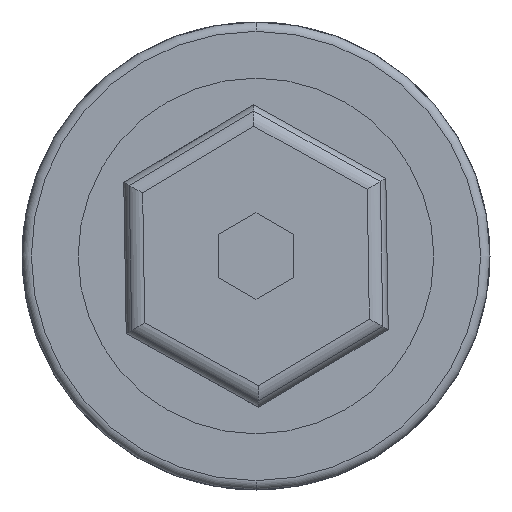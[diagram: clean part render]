
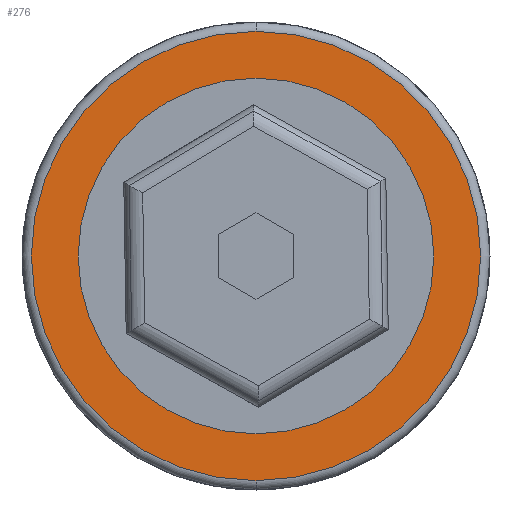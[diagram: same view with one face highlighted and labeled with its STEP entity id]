
A CAD part, left-side view. The second image highlights one B-rep face of the part: STEP entity #276.
In plain terms, the highlighted planar face has unit normal (-1, 0, 0).
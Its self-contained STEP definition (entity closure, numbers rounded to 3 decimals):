
#276=ADVANCED_FACE('',(#619,#620),#621,.T.);
#619=FACE_BOUND('',#1058,.T.);
#620=FACE_OUTER_BOUND('',#1059,.T.);
#621=PLANE('',#1060);
#1058=EDGE_LOOP('',(#1674,#1675));
#1059=EDGE_LOOP('',(#1676,#1677));
#1060=AXIS2_PLACEMENT_3D('',#1678,#1679,#1680);
#1674=ORIENTED_EDGE('',*,*,#2508,.T.);
#1675=ORIENTED_EDGE('',*,*,#2486,.T.);
#1676=ORIENTED_EDGE('',*,*,#2593,.F.);
#1677=ORIENTED_EDGE('',*,*,#2607,.F.);
#1678=CARTESIAN_POINT('',(118.559,305.0,-3.001));
#1679=DIRECTION('',(-1.0,0.0,0.));
#1680=DIRECTION('',(0.,0.0,1.0));
#2486=EDGE_CURVE('',#2944,#2941,#2945,.T.);
#2508=EDGE_CURVE('',#2941,#2944,#2980,.T.);
#2593=EDGE_CURVE('',#3106,#3104,#3108,.T.);
#2607=EDGE_CURVE('',#3104,#3106,#3129,.T.);
#2941=VERTEX_POINT('',#3570);
#2944=VERTEX_POINT('',#3574);
#2945=CIRCLE('',#3575,8.0);
#2980=CIRCLE('',#3624,8.0);
#3104=VERTEX_POINT('',#3802);
#3106=VERTEX_POINT('',#3804);
#3108=CIRCLE('',#3806,12.0);
#3129=CIRCLE('',#3831,12.0);
#3570=CARTESIAN_POINT('',(118.559,305.0,4.999));
#3574=CARTESIAN_POINT('',(118.559,305.0,-11.001));
#3575=AXIS2_PLACEMENT_3D('',#4322,#4323,#4324);
#3624=AXIS2_PLACEMENT_3D('',#4351,#4352,#4353);
#3802=CARTESIAN_POINT('',(118.559,305.0,-15.001));
#3804=CARTESIAN_POINT('',(118.559,305.0,8.999));
#3806=AXIS2_PLACEMENT_3D('',#4497,#4498,#4499);
#3831=AXIS2_PLACEMENT_3D('',#4519,#4520,#4521);
#4322=CARTESIAN_POINT('',(118.559,305.0,-3.001));
#4323=DIRECTION('',(1.0,0.0,0.));
#4324=DIRECTION('',(0.,0.0,1.0));
#4351=CARTESIAN_POINT('',(118.559,305.0,-3.001));
#4352=DIRECTION('',(1.0,0.0,0.));
#4353=DIRECTION('',(0.,0.0,1.0));
#4497=CARTESIAN_POINT('',(118.559,305.0,-3.001));
#4498=DIRECTION('',(1.0,0.0,0.));
#4499=DIRECTION('',(0.,0.,-1.0));
#4519=CARTESIAN_POINT('',(118.559,305.0,-3.001));
#4520=DIRECTION('',(1.0,0.0,0.));
#4521=DIRECTION('',(0.,0.,-1.0));
